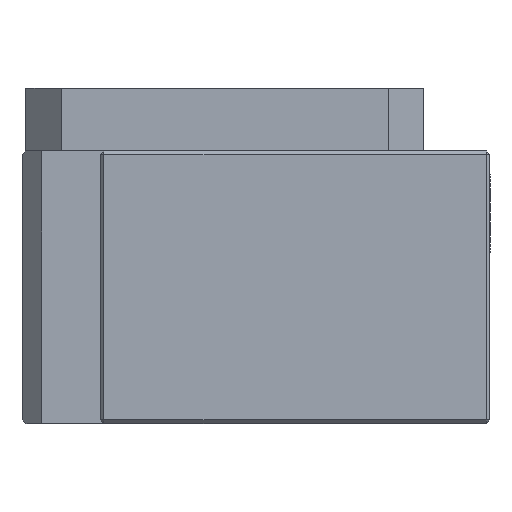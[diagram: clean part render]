
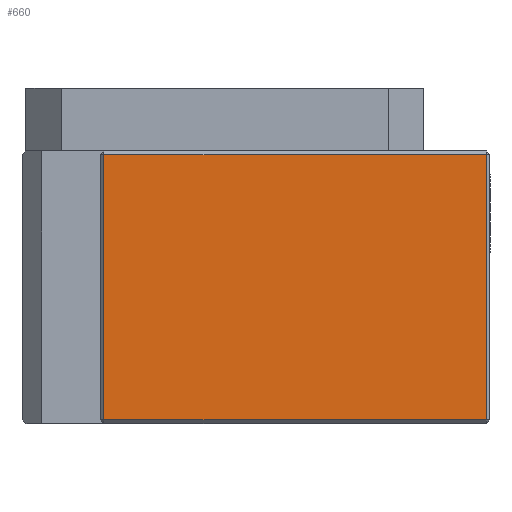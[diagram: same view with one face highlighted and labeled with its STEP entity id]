
A CAD part, left-side view. The second image highlights one B-rep face of the part: STEP entity #660.
In plain terms, the highlighted planar face has unit normal (-1, 0, 0).
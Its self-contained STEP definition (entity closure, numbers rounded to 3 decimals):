
#385 = DIRECTION ( 'NONE',  ( 0., -1., 0. ) ) ;
#660 = ADVANCED_FACE ( 'NONE', ( #3611 ), #6711, .F. ) ;
#1160 = ORIENTED_EDGE ( 'NONE', *, *, #1988, .F. ) ;
#1286 = VERTEX_POINT ( 'NONE', #9412 ) ;
#1988 = EDGE_CURVE ( 'NONE', #2106, #7730, #2179, .T. ) ;
#2106 = VERTEX_POINT ( 'NONE', #8262 ) ;
#2179 = LINE ( 'NONE', #5591, #10266 ) ;
#2193 = VERTEX_POINT ( 'NONE', #6778 ) ;
#2536 = LINE ( 'NONE', #3254, #10401 ) ;
#2821 = CARTESIAN_POINT ( 'NONE',  ( -44., 0.5, 17.5 ) ) ;
#2875 = LINE ( 'NONE', #2821, #8518 ) ;
#2947 = EDGE_CURVE ( 'NONE', #1286, #2106, #2875, .T. ) ;
#2957 = CARTESIAN_POINT ( 'NONE',  ( -44., 0., 17. ) ) ;
#3254 = CARTESIAN_POINT ( 'NONE',  ( -44., 49.5, 17.5 ) ) ;
#3611 = FACE_OUTER_BOUND ( 'NONE', #8750, .T. ) ;
#5294 = EDGE_CURVE ( 'NONE', #7730, #2193, #2536, .T. ) ;
#5591 = CARTESIAN_POINT ( 'NONE',  ( -44., 0., -17. ) ) ;
#5774 = DIRECTION ( 'NONE',  ( 0., 0., 1. ) ) ;
#5908 = DIRECTION ( 'NONE',  ( 1., 0., 0. ) ) ;
#6198 = DIRECTION ( 'NONE',  ( 0., 0., -1. ) ) ;
#6243 = CARTESIAN_POINT ( 'NONE',  ( -44., 49.5, -17. ) ) ;
#6283 = LINE ( 'NONE', #2957, #8754 ) ;
#6346 = DIRECTION ( 'NONE',  ( 0., 1., 0. ) ) ;
#6711 = PLANE ( 'NONE',  #7173 ) ;
#6752 = ORIENTED_EDGE ( 'NONE', *, *, #2947, .F. ) ;
#6778 = CARTESIAN_POINT ( 'NONE',  ( -44., 49.5, 17. ) ) ;
#7023 = ORIENTED_EDGE ( 'NONE', *, *, #8003, .F. ) ;
#7049 = ORIENTED_EDGE ( 'NONE', *, *, #5294, .F. ) ;
#7173 = AXIS2_PLACEMENT_3D ( 'NONE', #10056, #5908, #8635 ) ;
#7730 = VERTEX_POINT ( 'NONE', #6243 ) ;
#8003 = EDGE_CURVE ( 'NONE', #2193, #1286, #6283, .T. ) ;
#8262 = CARTESIAN_POINT ( 'NONE',  ( -44., 0.5, -17. ) ) ;
#8518 = VECTOR ( 'NONE', #6198, 1000. ) ;
#8635 = DIRECTION ( 'NONE',  ( 0., 0., -1. ) ) ;
#8750 = EDGE_LOOP ( 'NONE', ( #6752, #7023, #7049, #1160 ) ) ;
#8754 = VECTOR ( 'NONE', #385, 1000. ) ;
#9412 = CARTESIAN_POINT ( 'NONE',  ( -44., 0.5, 17. ) ) ;
#10056 = CARTESIAN_POINT ( 'NONE',  ( -44., 0., 17.5 ) ) ;
#10266 = VECTOR ( 'NONE', #6346, 1000. ) ;
#10401 = VECTOR ( 'NONE', #5774, 1000. ) ;
